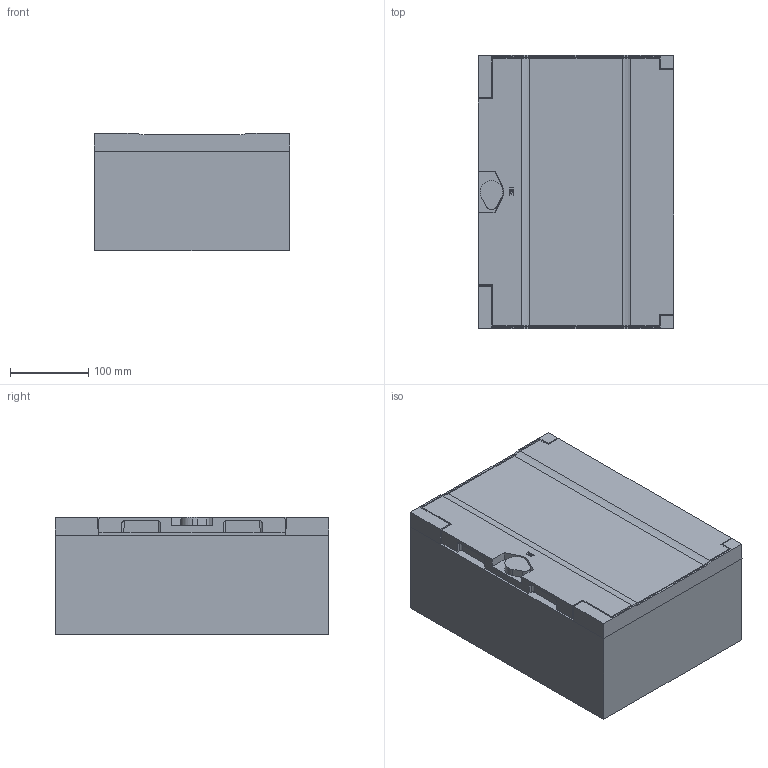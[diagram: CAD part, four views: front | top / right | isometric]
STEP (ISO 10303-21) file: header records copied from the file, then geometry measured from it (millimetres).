
FILE_DESCRIPTION (( 'STEP AP203' ), '1' );
FILE_NAME ('TR5-12-N-035-25-15-65 TETRA 5 Êîðïóñ ïëàñòèê. ÙÌÏï 350õ250õ150ìì IP65 IEK.STEP', '2022-12-27T09:12:25', ( '' ), ( '' ), 'SwSTEP 2.0', 'SolidWorks 2022', '' );
FILE_SCHEMA (( 'CONFIG_CONTROL_DESIGN' ));
Length unit declared in the file: millimetre
Products named in the file (1): TR5-12-N-035-25-15-65 TETRA 5 Корпус пластик. ЩМПп 350х250х150мм IP65 IEK
Bounding box: 250 x 350 x 150.6 mm (x, y, z)
Volume: 4422059.5 mm3; surface area: 875348.1 mm2
Topology: 3 solids, 3 shells, 1596 faces, 4157 edges, 2730 vertices
Faces by surface type: plane 1108, cone 191, cylinder 135, bspline 114, torus 48
Entity records: 53049 total; most frequent: CARTESIAN_POINT 14707, ORIENTED_EDGE 8314, DIRECTION 7197, EDGE_CURVE 4157, LINE 3023, VECTOR 3023, VERTEX_POINT 2730, AXIS2_PLACEMENT_3D 2087
